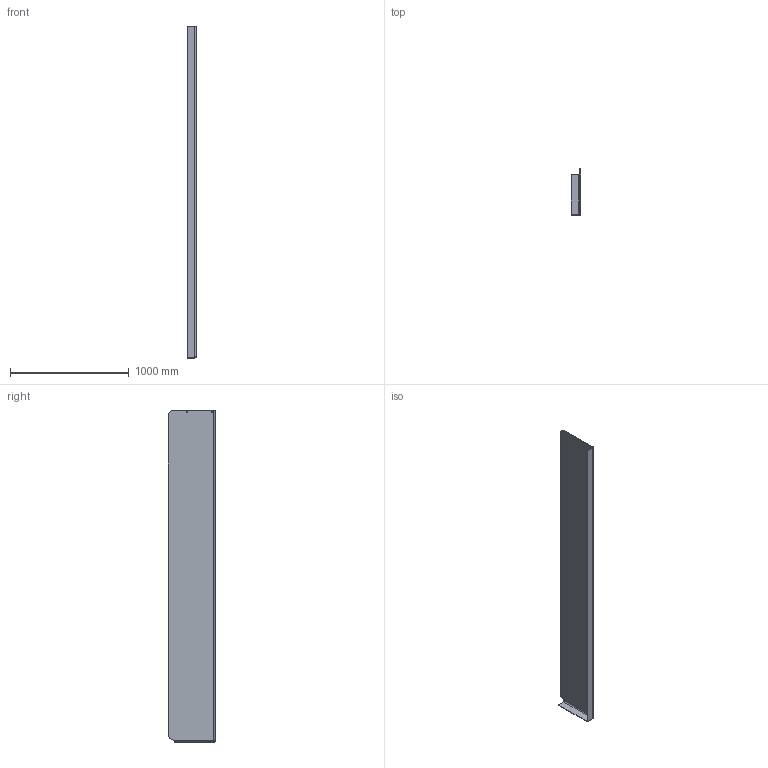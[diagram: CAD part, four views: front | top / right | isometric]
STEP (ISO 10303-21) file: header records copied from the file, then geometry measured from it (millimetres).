
FILE_DESCRIPTION (( 'STEP AP203' ), '1' );
FILE_NAME ('F1201130103-12.STEP', '2025-02-18T07:53:58', ( '' ), ( '' ), 'SwSTEP 2.0', 'SolidWorks 2021', '' );
FILE_SCHEMA (( 'CONFIG_CONTROL_DESIGN' ));
Length unit declared in the file: millimetre
Products named in the file (1): F1201130103-12
Bounding box: 76 x 399 x 2801 mm (x, y, z)
Volume: 6614734.7 mm3; surface area: 2679368.8 mm2
Topology: 1 solids, 1 shells, 28 faces, 62 edges, 36 vertices
Faces by surface type: plane 16, cylinder 10, bspline 2
Entity records: 987 total; most frequent: CARTESIAN_POINT 289, DIRECTION 128, ORIENTED_EDGE 124, EDGE_CURVE 62, AXIS2_PLACEMENT_3D 43, LINE 42, VECTOR 42, VERTEX_POINT 36
